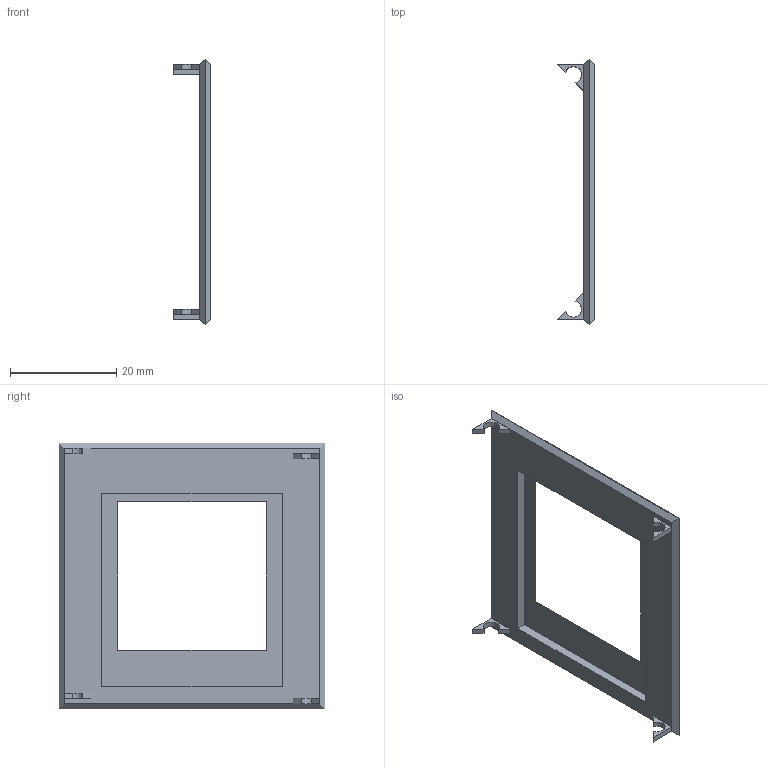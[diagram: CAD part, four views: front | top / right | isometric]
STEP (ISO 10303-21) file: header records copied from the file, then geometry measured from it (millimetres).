
FILE_DESCRIPTION(('FreeCAD Model'),'2;1');
FILE_NAME('Open CASCADE Shape Model','2021-06-29T22:47:15',('Author'),( ''),'Open CASCADE STEP processor 7.4','FreeCAD','Unknown');
FILE_SCHEMA(('AUTOMOTIVE_DESIGN { 1 0 10303 214 1 1 1 1 }'));
Length unit declared in the file: millimetre
Products named in the file (1): Left
Bounding box: 7 x 50 x 50 mm (x, y, z)
Volume: 2501.2 mm3; surface area: 3995.5 mm2
Topology: 5 solids, 5 shells, 51 faces, 112 edges, 72 vertices
Faces by surface type: plane 47, cylinder 4
Entity records: 2904 total; most frequent: CARTESIAN_POINT 508, DIRECTION 440, LINE 320, VECTOR 320, ORIENTED_EDGE 224, PCURVE 224, DEFINITIONAL_REPRESENTATION 224, EDGE_CURVE 112
